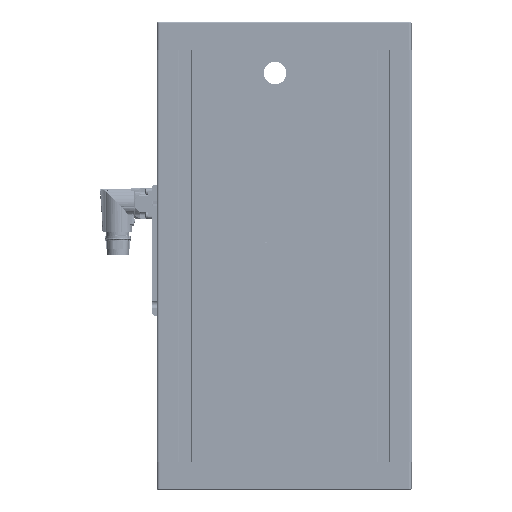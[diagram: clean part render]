
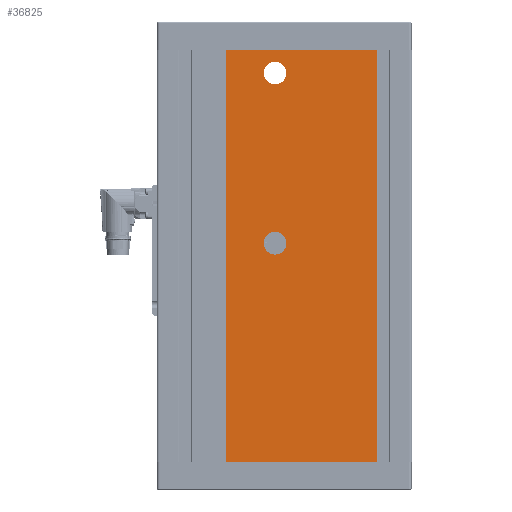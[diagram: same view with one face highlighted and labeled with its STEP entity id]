
A CAD part, left-side view. The second image highlights one B-rep face of the part: STEP entity #36825.
In plain terms, the highlighted planar face has unit normal (-1, 0, 0).
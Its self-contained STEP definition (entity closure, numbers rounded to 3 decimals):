
#2374 = DIRECTION ( 'NONE',  ( -1., 0., 0. ) ) ;
#3824 = FACE_BOUND ( 'NONE', #49915, .T. ) ;
#5272 = DIRECTION ( 'NONE',  ( 0., 0., -1. ) ) ;
#6820 = ORIENTED_EDGE ( 'NONE', *, *, #60649, .T. ) ;
#7720 = DIRECTION ( 'NONE',  ( 0., -1., 0. ) ) ;
#8073 = VERTEX_POINT ( 'NONE', #30276 ) ;
#8891 = EDGE_LOOP ( 'NONE', ( #31096 ) ) ;
#11666 = CARTESIAN_POINT ( 'NONE',  ( 0., 40.9, 290. ) ) ;
#19559 = LINE ( 'NONE', #99223, #75289 ) ;
#24465 = VECTOR ( 'NONE', #145120, 1000. ) ;
#28362 = ORIENTED_EDGE ( 'NONE', *, *, #94712, .T. ) ;
#29600 = AXIS2_PLACEMENT_3D ( 'NONE', #116760, #104257, #5272 ) ;
#30276 = CARTESIAN_POINT ( 'NONE',  ( 0., 6.5, 282. ) ) ;
#31096 = ORIENTED_EDGE ( 'NONE', *, *, #40981, .F. ) ;
#36825 = ADVANCED_FACE ( 'NONE', ( #3824, #118225, #106380 ), #82830, .F. ) ;
#37807 = VERTEX_POINT ( 'NONE', #120070 ) ;
#39589 = EDGE_CURVE ( 'NONE', #119289, #105427, #45602, .T. ) ;
#40981 = EDGE_CURVE ( 'NONE', #130392, #130392, #68446, .T. ) ;
#41104 = CARTESIAN_POINT ( 'NONE',  ( 0., 6.5, 162. ) ) ;
#42618 = LINE ( 'NONE', #54422, #24465 ) ;
#45602 = LINE ( 'NONE', #90644, #69296 ) ;
#49915 = EDGE_LOOP ( 'NONE', ( #126505 ) ) ;
#51165 = ORIENTED_EDGE ( 'NONE', *, *, #130411, .F. ) ;
#54422 = CARTESIAN_POINT ( 'NONE',  ( 0., 40.9, 0. ) ) ;
#60649 = EDGE_CURVE ( 'NONE', #94754, #37807, #19559, .T. ) ;
#60946 = LINE ( 'NONE', #95621, #74701 ) ;
#68446 = CIRCLE ( 'NONE', #82533, 8. ) ;
#69296 = VECTOR ( 'NONE', #102410, 1000. ) ;
#74701 = VECTOR ( 'NONE', #103813, 1000. ) ;
#75289 = VECTOR ( 'NONE', #7720, 1000. ) ;
#80459 = EDGE_LOOP ( 'NONE', ( #86433, #51165, #6820, #28362 ) ) ;
#80485 = EDGE_CURVE ( 'NONE', #8073, #8073, #110895, .T. ) ;
#82533 = AXIS2_PLACEMENT_3D ( 'NONE', #103485, #2374, #106886 ) ;
#82830 = PLANE ( 'NONE',  #29600 ) ;
#86433 = ORIENTED_EDGE ( 'NONE', *, *, #39589, .F. ) ;
#90644 = CARTESIAN_POINT ( 'NONE',  ( 0., -90., 290. ) ) ;
#94712 = EDGE_CURVE ( 'NONE', #37807, #105427, #60946, .T. ) ;
#94754 = VERTEX_POINT ( 'NONE', #105923 ) ;
#95621 = CARTESIAN_POINT ( 'NONE',  ( 0., -65.4, 290. ) ) ;
#99223 = CARTESIAN_POINT ( 'NONE',  ( 0., -90., 0. ) ) ;
#99757 = DIRECTION ( 'NONE',  ( -1., 0., 0. ) ) ;
#100674 = CARTESIAN_POINT ( 'NONE',  ( 0., -65.4, 290. ) ) ;
#102410 = DIRECTION ( 'NONE',  ( 0., -1., 0. ) ) ;
#103485 = CARTESIAN_POINT ( 'NONE',  ( 0., 6.5, 154. ) ) ;
#103813 = DIRECTION ( 'NONE',  ( 0., 0., 1. ) ) ;
#104257 = DIRECTION ( 'NONE',  ( 1., 0., 0. ) ) ;
#105427 = VERTEX_POINT ( 'NONE', #100674 ) ;
#105923 = CARTESIAN_POINT ( 'NONE',  ( 0., 40.9, 0. ) ) ;
#106260 = AXIS2_PLACEMENT_3D ( 'NONE', #145472, #99757, #109295 ) ;
#106380 = FACE_OUTER_BOUND ( 'NONE', #80459, .T. ) ;
#106886 = DIRECTION ( 'NONE',  ( 0., 0., 1. ) ) ;
#109295 = DIRECTION ( 'NONE',  ( 0., 0., 1. ) ) ;
#110895 = CIRCLE ( 'NONE', #106260, 8. ) ;
#116760 = CARTESIAN_POINT ( 'NONE',  ( 0., -90., 290. ) ) ;
#118225 = FACE_BOUND ( 'NONE', #8891, .T. ) ;
#119289 = VERTEX_POINT ( 'NONE', #11666 ) ;
#120070 = CARTESIAN_POINT ( 'NONE',  ( 0., -65.4, 0. ) ) ;
#126505 = ORIENTED_EDGE ( 'NONE', *, *, #80485, .F. ) ;
#130392 = VERTEX_POINT ( 'NONE', #41104 ) ;
#130411 = EDGE_CURVE ( 'NONE', #94754, #119289, #42618, .T. ) ;
#145120 = DIRECTION ( 'NONE',  ( 0., 0., 1. ) ) ;
#145472 = CARTESIAN_POINT ( 'NONE',  ( 0., 6.5, 274. ) ) ;
